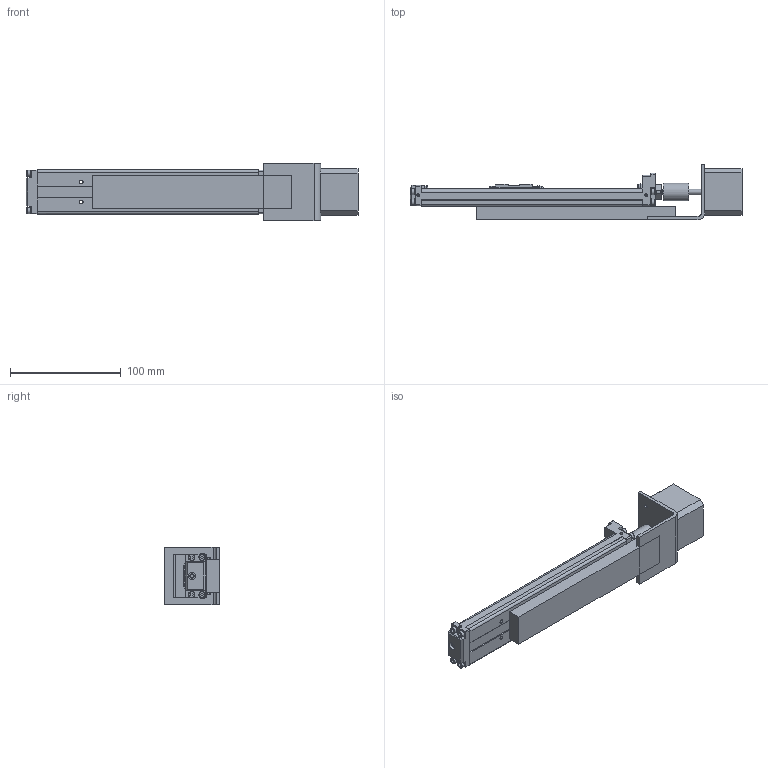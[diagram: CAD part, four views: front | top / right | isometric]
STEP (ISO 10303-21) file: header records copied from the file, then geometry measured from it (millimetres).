
FILE_DESCRIPTION(/* description */ (' '),/* implementation_level */ '2;1');
FILE_NAME(/* name */ 'prowadnica.stp',/* time_stamp */ '2024-01-28T16:31:07+01:00',/* author */ ('micha'),/* organization */ (''),/* preprocessor_version */ 'ST-DEVELOPER v19.2',/* originating_system */ 'Autodesk Inventor 2024',/* authorisation */ '');
FILE_SCHEMA (('AUTOMOTIVE_DESIGN { 1 0 10303 214 3 1 1 }'));
Length unit declared in the file: millimetre
Products named in the file (7): THK_KR20; NONE; NONE901; motor_nema17; sprzeglo; mocowanie_nema; stopka
Assembly tree (6 placements, depth 2):
  THK_KR20
    NONE
    NONE901
    motor_nema17
    sprzeglo
    mocowanie_nema
    stopka
Bounding box: 300 x 50 x 52 mm (x, y, z)
Volume: 308982.1 mm3; surface area: 93505.9 mm2
Topology: 9 solids, 9 shells, 599 faces, 1564 edges, 1029 vertices
Faces by surface type: plane 387, cylinder 145, cone 56, torus 10, sphere 1
Full cylindrical faces by diameter (mm): 1.5 x2, 1.65 x2, 2.113 x8, 2.459 x4, 2.5 x12, 3 x8, 3.3 x4, 3.4 x6, 3.5 x1, 4 x3, 4.5 x3, 5 x4, 5.5 x8, 5.9 x8, 6 x10, 6.5 x6, 7 x1, 9 x1, 16 x1, 22 x2
Entity records: 19941 total; most frequent: CARTESIAN_POINT 4322, DIRECTION 3162, ORIENTED_EDGE 3070, EDGE_CURVE 1535, LINE 1088, VECTOR 1088, AXIS2_PLACEMENT_3D 1037, VERTEX_POINT 1027
